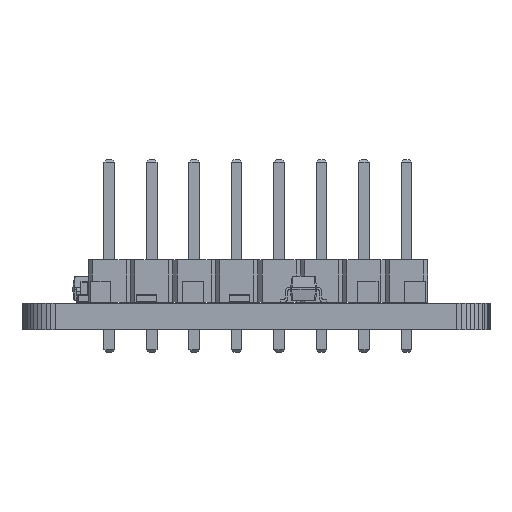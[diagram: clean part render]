
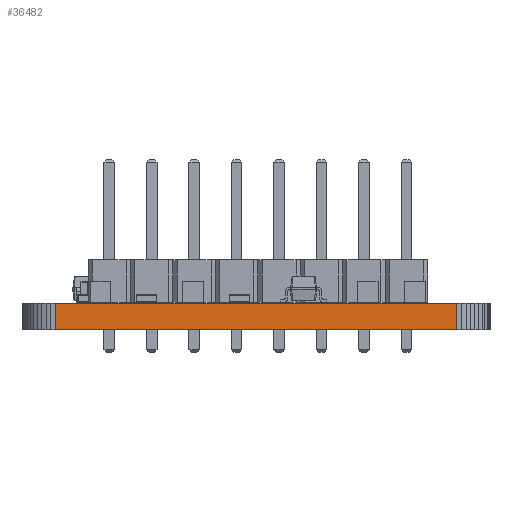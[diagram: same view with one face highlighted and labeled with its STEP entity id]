
A CAD part, front view. The second image highlights one B-rep face of the part: STEP entity #36482.
In plain terms, the highlighted planar face has unit normal (0, -1, 0).
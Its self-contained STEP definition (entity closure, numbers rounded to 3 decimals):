
#24145 = PLANE('',#24146);
#24146 = AXIS2_PLACEMENT_3D('',#24147,#24148,#24149);
#24147 = CARTESIAN_POINT('',(14.002,-16.003,1.6));
#24148 = DIRECTION('',(-0.,-0.,-1.));
#24149 = DIRECTION('',(-1.,0.,0.));
#24199 = PLANE('',#24200);
#24200 = AXIS2_PLACEMENT_3D('',#24201,#24202,#24203);
#24201 = CARTESIAN_POINT('',(14.002,-16.003,0.));
#24202 = DIRECTION('',(-0.,-0.,-1.));
#24203 = DIRECTION('',(-1.,0.,0.));
#24896 = VERTEX_POINT('',#24897);
#24897 = CARTESIAN_POINT('',(26.,-32.,0.));
#24911 = PLANE('',#24912);
#24912 = AXIS2_PLACEMENT_3D('',#24913,#24914,#24915);
#24913 = CARTESIAN_POINT('',(26.287,-31.985,0.));
#24914 = DIRECTION('',(0.052,-0.999,0.));
#24915 = DIRECTION('',(-0.999,-0.052,0.));
#24923 = EDGE_CURVE('',#24896,#24924,#24926,.T.);
#24924 = VERTEX_POINT('',#24925);
#24925 = CARTESIAN_POINT('',(2.,-32.,0.));
#24926 = SURFACE_CURVE('',#24927,(#24931,#24938),.PCURVE_S1.);
#24927 = LINE('',#24928,#24929);
#24928 = CARTESIAN_POINT('',(26.,-32.,0.));
#24929 = VECTOR('',#24930,1.);
#24930 = DIRECTION('',(-1.,0.,0.));
#24931 = PCURVE('',#24199,#24932);
#24932 = DEFINITIONAL_REPRESENTATION('',(#24933),#24937);
#24933 = LINE('',#24934,#24935);
#24934 = CARTESIAN_POINT('',(-11.998,-15.997));
#24935 = VECTOR('',#24936,1.);
#24936 = DIRECTION('',(1.,0.));
#24937 = ( GEOMETRIC_REPRESENTATION_CONTEXT(2) 
PARAMETRIC_REPRESENTATION_CONTEXT() REPRESENTATION_CONTEXT('2D SPACE',''
  ) );
#24938 = PCURVE('',#24939,#24944);
#24939 = PLANE('',#24940);
#24940 = AXIS2_PLACEMENT_3D('',#24941,#24942,#24943);
#24941 = CARTESIAN_POINT('',(26.,-32.,0.));
#24942 = DIRECTION('',(0.,-1.,0.));
#24943 = DIRECTION('',(-1.,0.,0.));
#24944 = DEFINITIONAL_REPRESENTATION('',(#24945),#24949);
#24945 = LINE('',#24946,#24947);
#24946 = CARTESIAN_POINT('',(0.,-0.));
#24947 = VECTOR('',#24948,1.);
#24948 = DIRECTION('',(1.,0.));
#24949 = ( GEOMETRIC_REPRESENTATION_CONTEXT(2) 
PARAMETRIC_REPRESENTATION_CONTEXT() REPRESENTATION_CONTEXT('2D SPACE',''
  ) );
#24967 = PLANE('',#24968);
#24968 = AXIS2_PLACEMENT_3D('',#24969,#24970,#24971);
#24969 = CARTESIAN_POINT('',(2.,-32.,0.));
#24970 = DIRECTION('',(-0.071,-0.997,0.));
#24971 = DIRECTION('',(-0.997,0.071,0.));
#30830 = VERTEX_POINT('',#30831);
#30831 = CARTESIAN_POINT('',(26.,-32.,1.6));
#30852 = EDGE_CURVE('',#30830,#30853,#30855,.T.);
#30853 = VERTEX_POINT('',#30854);
#30854 = CARTESIAN_POINT('',(2.,-32.,1.6));
#30855 = SURFACE_CURVE('',#30856,(#30860,#30867),.PCURVE_S1.);
#30856 = LINE('',#30857,#30858);
#30857 = CARTESIAN_POINT('',(26.,-32.,1.6));
#30858 = VECTOR('',#30859,1.);
#30859 = DIRECTION('',(-1.,0.,0.));
#30860 = PCURVE('',#24145,#30861);
#30861 = DEFINITIONAL_REPRESENTATION('',(#30862),#30866);
#30862 = LINE('',#30863,#30864);
#30863 = CARTESIAN_POINT('',(-11.998,-15.997));
#30864 = VECTOR('',#30865,1.);
#30865 = DIRECTION('',(1.,0.));
#30866 = ( GEOMETRIC_REPRESENTATION_CONTEXT(2) 
PARAMETRIC_REPRESENTATION_CONTEXT() REPRESENTATION_CONTEXT('2D SPACE',''
  ) );
#30867 = PCURVE('',#24939,#30868);
#30868 = DEFINITIONAL_REPRESENTATION('',(#30869),#30873);
#30869 = LINE('',#30870,#30871);
#30870 = CARTESIAN_POINT('',(0.,-1.6));
#30871 = VECTOR('',#30872,1.);
#30872 = DIRECTION('',(1.,0.));
#30873 = ( GEOMETRIC_REPRESENTATION_CONTEXT(2) 
PARAMETRIC_REPRESENTATION_CONTEXT() REPRESENTATION_CONTEXT('2D SPACE',''
  ) );
#36434 = EDGE_CURVE('',#24896,#30830,#36435,.T.);
#36435 = SURFACE_CURVE('',#36436,(#36440,#36447),.PCURVE_S1.);
#36436 = LINE('',#36437,#36438);
#36437 = CARTESIAN_POINT('',(26.,-32.,0.));
#36438 = VECTOR('',#36439,1.);
#36439 = DIRECTION('',(0.,0.,1.));
#36440 = PCURVE('',#24911,#36441);
#36441 = DEFINITIONAL_REPRESENTATION('',(#36442),#36446);
#36442 = LINE('',#36443,#36444);
#36443 = CARTESIAN_POINT('',(0.287,0.));
#36444 = VECTOR('',#36445,1.);
#36445 = DIRECTION('',(0.,-1.));
#36446 = ( GEOMETRIC_REPRESENTATION_CONTEXT(2) 
PARAMETRIC_REPRESENTATION_CONTEXT() REPRESENTATION_CONTEXT('2D SPACE',''
  ) );
#36447 = PCURVE('',#24939,#36448);
#36448 = DEFINITIONAL_REPRESENTATION('',(#36449),#36453);
#36449 = LINE('',#36450,#36451);
#36450 = CARTESIAN_POINT('',(0.,-0.));
#36451 = VECTOR('',#36452,1.);
#36452 = DIRECTION('',(0.,-1.));
#36453 = ( GEOMETRIC_REPRESENTATION_CONTEXT(2) 
PARAMETRIC_REPRESENTATION_CONTEXT() REPRESENTATION_CONTEXT('2D SPACE',''
  ) );
#36482 = ADVANCED_FACE('',(#36483),#24939,.T.);
#36483 = FACE_BOUND('',#36484,.T.);
#36484 = EDGE_LOOP('',(#36485,#36486,#36487,#36508));
#36485 = ORIENTED_EDGE('',*,*,#36434,.T.);
#36486 = ORIENTED_EDGE('',*,*,#30852,.T.);
#36487 = ORIENTED_EDGE('',*,*,#36488,.F.);
#36488 = EDGE_CURVE('',#24924,#30853,#36489,.T.);
#36489 = SURFACE_CURVE('',#36490,(#36494,#36501),.PCURVE_S1.);
#36490 = LINE('',#36491,#36492);
#36491 = CARTESIAN_POINT('',(2.,-32.,0.));
#36492 = VECTOR('',#36493,1.);
#36493 = DIRECTION('',(0.,0.,1.));
#36494 = PCURVE('',#24939,#36495);
#36495 = DEFINITIONAL_REPRESENTATION('',(#36496),#36500);
#36496 = LINE('',#36497,#36498);
#36497 = CARTESIAN_POINT('',(24.,0.));
#36498 = VECTOR('',#36499,1.);
#36499 = DIRECTION('',(0.,-1.));
#36500 = ( GEOMETRIC_REPRESENTATION_CONTEXT(2) 
PARAMETRIC_REPRESENTATION_CONTEXT() REPRESENTATION_CONTEXT('2D SPACE',''
  ) );
#36501 = PCURVE('',#24967,#36502);
#36502 = DEFINITIONAL_REPRESENTATION('',(#36503),#36507);
#36503 = LINE('',#36504,#36505);
#36504 = CARTESIAN_POINT('',(0.,0.));
#36505 = VECTOR('',#36506,1.);
#36506 = DIRECTION('',(0.,-1.));
#36507 = ( GEOMETRIC_REPRESENTATION_CONTEXT(2) 
PARAMETRIC_REPRESENTATION_CONTEXT() REPRESENTATION_CONTEXT('2D SPACE',''
  ) );
#36508 = ORIENTED_EDGE('',*,*,#24923,.F.);
